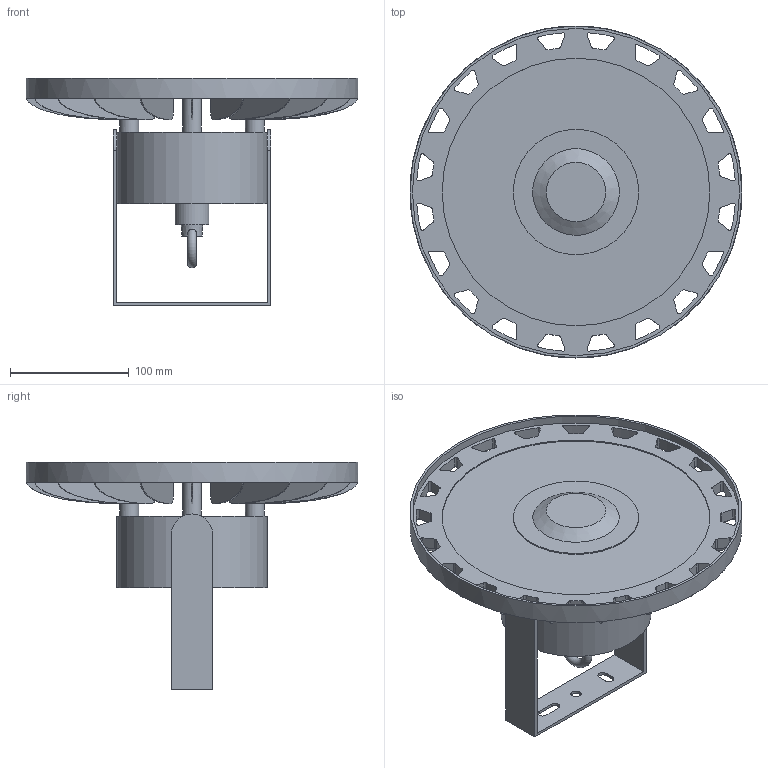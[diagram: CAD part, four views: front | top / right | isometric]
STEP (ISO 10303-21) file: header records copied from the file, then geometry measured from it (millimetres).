
FILE_DESCRIPTION (( 'STEP AP214' ), '1' );
FILE_NAME ('HB_Gen3_DA_93W.STEP', '2022-06-22T11:56:32', ( '' ), ( '' ), 'SwSTEP 2.0', 'SolidWorks 2020', '' );
FILE_SCHEMA (( 'AUTOMOTIVE_DESIGN' ));
Length unit declared in the file: millimetre
Products named in the file (1): HB_Gen3_DA_93W
Bounding box: 280 x 280 x 192 mm (x, y, z)
Volume: 1446777.7 mm3; surface area: 285896.4 mm2
Topology: 2 solids, 2 shells, 316 faces, 887 edges, 577 vertices
Faces by surface type: cylinder 153, plane 140, bspline 20, cone 2, torus 1
Full cylindrical faces by diameter (mm): 8.5 x1, 16 x4, 28.6 x1, 105.751 x1, 127 x1, 225.751 x1, 276 x1, 280 x1
Entity records: 10720 total; most frequent: CARTESIAN_POINT 2391, ORIENTED_EDGE 1734, DIRECTION 1734, EDGE_CURVE 867, AXIS2_PLACEMENT_3D 633, VERTEX_POINT 571, LINE 468, VECTOR 468
